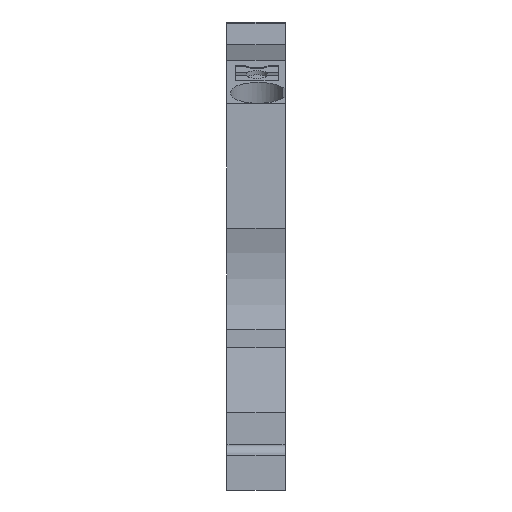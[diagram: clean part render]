
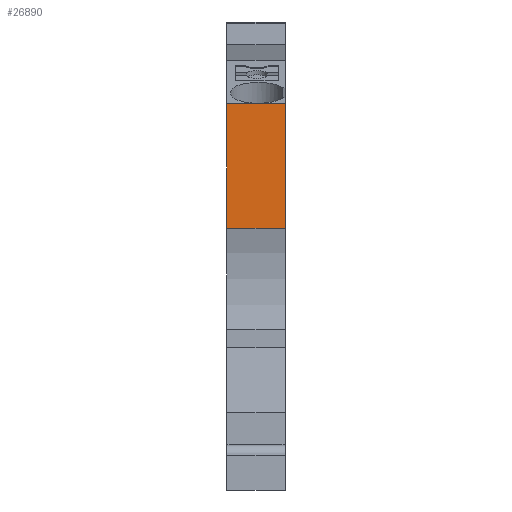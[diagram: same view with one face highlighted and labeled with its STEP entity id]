
A CAD part, front view. The second image highlights one B-rep face of the part: STEP entity #26890.
In plain terms, the highlighted face is planar.
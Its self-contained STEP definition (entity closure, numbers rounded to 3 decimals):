
#2270=CARTESIAN_POINT('',(-42.9,17.2,
0.));
#2280=VERTEX_POINT('',#2270);
#2310=CARTESIAN_POINT('',(-42.9,0.,
0.));
#2320=DIRECTION('',(0.,1.,0.));
#2330=VECTOR('',#2320,1.);
#2340=LINE('',#2310,#2330);
#2350=CARTESIAN_POINT('',(-42.9,28.263,
0.));
#2360=VERTEX_POINT('',#2350);
#2370=EDGE_CURVE('',#2280,#2360,#2340,.T.);
#10650=CARTESIAN_POINT('',(-42.9,28.263,
-5.15));
#10660=VERTEX_POINT('',#10650);
#10690=CARTESIAN_POINT('',(-42.9,0.,
-5.15));
#10700=DIRECTION('',(0.,1.,0.));
#10710=VECTOR('',#10700,1.);
#10720=LINE('',#10690,#10710);
#10730=CARTESIAN_POINT('',(-42.9,17.2,
-5.15));
#10740=VERTEX_POINT('',#10730);
#10750=EDGE_CURVE('',#10740,#10660,#10720,.T.);
#23380=CARTESIAN_POINT('',(-42.9,28.263,
0.));
#23390=DIRECTION('',(0.,0.,-1.));
#23400=VECTOR('',#23390,1.);
#23410=LINE('',#23380,#23400);
#23420=EDGE_CURVE('',#2360,#10660,#23410,.T.);
#25140=CARTESIAN_POINT('',(-42.9,17.2,
0.));
#25150=DIRECTION('',(0.,0.,1.));
#25160=VECTOR('',#25150,1.);
#25170=LINE('',#25140,#25160);
#25180=EDGE_CURVE('',#10740,#2280,#25170,.T.);
#26780=CARTESIAN_POINT('',(-42.9,17.497,
0.));
#26790=DIRECTION('',(1.,0.,0.));
#26800=DIRECTION('',(0.,-1.,0.));
#26810=AXIS2_PLACEMENT_3D('',#26780,#26790,#26800);
#26820=PLANE('',#26810);
#26830=ORIENTED_EDGE('',*,*,#2370,.T.);
#26840=ORIENTED_EDGE('',*,*,#25180,.T.);
#26850=ORIENTED_EDGE('',*,*,#10750,.F.);
#26860=ORIENTED_EDGE('',*,*,#23420,.T.);
#26870=EDGE_LOOP('',(#26860,#26850,#26840,#26830));
#26880=FACE_OUTER_BOUND('',#26870,.T.);
#26890=ADVANCED_FACE('',(#26880),#26820,.F.);
